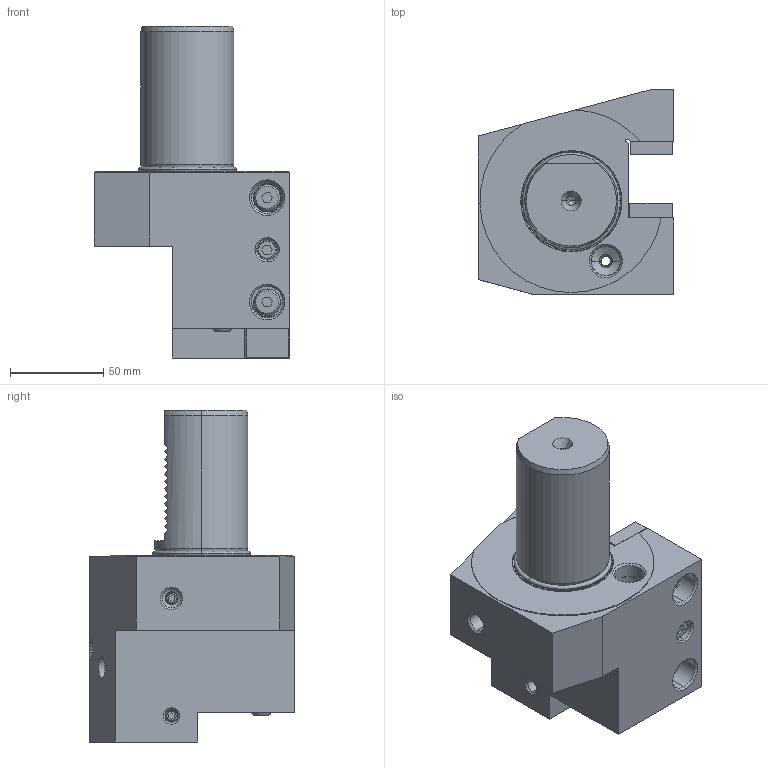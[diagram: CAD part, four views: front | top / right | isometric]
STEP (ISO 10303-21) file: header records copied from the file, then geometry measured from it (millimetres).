
FILE_DESCRIPTION (( 'STEP AP203' ), '1' );
FILE_NAME ('509.44.32.STEP', '2016-11-28T09:40:08', ( '' ), ( '' ), 'SwSTEP 2.0', 'SolidWorks 2012', '' );
FILE_SCHEMA (( 'CONFIG_CONTROL_DESIGN' ));
Products named in the file (13): 509.44.32; 管螺文螺絲; 皿頭_M5; 出水銅嘴; O型環48.7; M6x40; M6x16; M16平頭螺絲35; M8尖頭螺絲; 84x23x8; 33x7.8; VDI50  C4; 99x23x7
Assembly tree (14 placements, depth 2):
  509.44.32
    VDI50  C4
    33x7.8
    84x23x8
    99x23x7
    M6x16
    M6x40
    M8尖頭螺絲  x2
    M16平頭螺絲35  x2
    出水銅嘴
    皿頭_M5
    O型環48.7
    管螺文螺絲
Bounding box: 105 x 110 x 178 mm (x, y, z)
Volume: 804616.3 mm3; surface area: 109996.5 mm2
Topology: 31 solids, 31 shells, 696 faces, 1773 edges, 1148 vertices
Faces by surface type: cylinder 291, cone 161, plane 150, bspline 74, torus 18, sphere 2
Entity records: 85375 total; most frequent: CARTESIAN_POINT 70649, ORIENTED_EDGE 3190, DIRECTION 2256, EDGE_CURVE 1595, VERTEX_POINT 1033, AXIS2_PLACEMENT_3D 823, EDGE_LOOP 670, FACE_OUTER_BOUND 633
